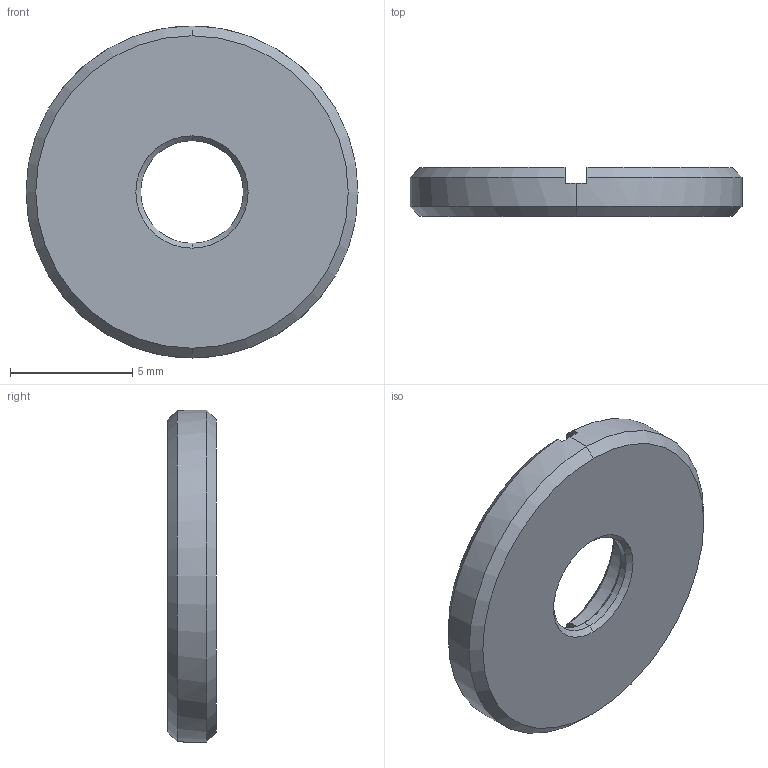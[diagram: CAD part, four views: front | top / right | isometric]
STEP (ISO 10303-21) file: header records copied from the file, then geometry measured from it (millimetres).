
FILE_DESCRIPTION (( 'STEP AP203' ), '1' );
FILE_NAME ('LMA-SM05-6.STEP', '2025-09-16T02:56:10', ( '' ), ( '' ), 'SwSTEP 2.0', 'SolidWorks 2020', '' );
FILE_SCHEMA (( 'CONFIG_CONTROL_DESIGN' ));
Length unit declared in the file: millimetre
Products named in the file (1): LMA-SM05-6
Bounding box: 13.59 x 2 x 13.59 mm (x, y, z)
Volume: 231.6 mm3; surface area: 365.2 mm2
Topology: 1 solids, 1 shells, 344 faces, 951 edges, 632 vertices
Faces by surface type: plane 243, bspline 85, cone 10, cylinder 6
Entity records: 14744 total; most frequent: CARTESIAN_POINT 6445, ORIENTED_EDGE 1902, DIRECTION 1323, EDGE_CURVE 951, LINE 743, VECTOR 743, VERTEX_POINT 632, EDGE_LOOP 369
